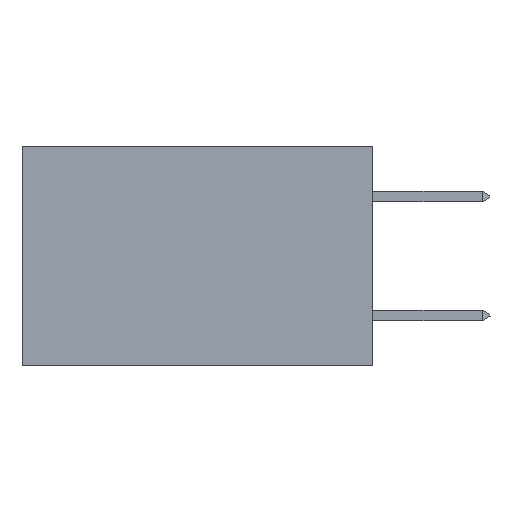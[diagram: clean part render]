
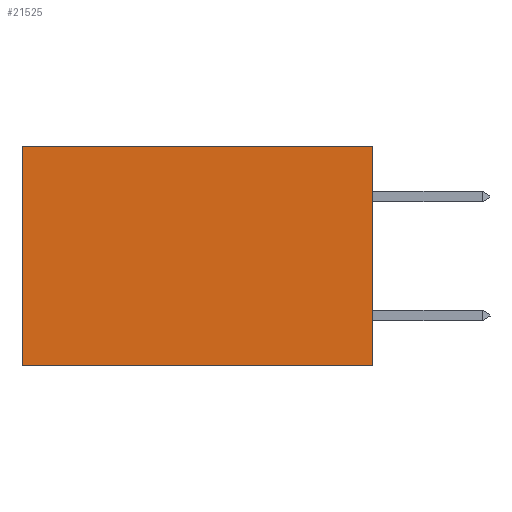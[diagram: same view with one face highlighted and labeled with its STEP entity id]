
A CAD part, left-side view. The second image highlights one B-rep face of the part: STEP entity #21525.
In plain terms, the highlighted planar face has unit normal (-1, 0, 0).
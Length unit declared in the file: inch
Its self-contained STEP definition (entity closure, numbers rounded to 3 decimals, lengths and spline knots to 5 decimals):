
#592 = CARTESIAN_POINT ( 'NONE',  ( 0.277, 0., 0. ) ) ;
#1648 = LINE ( 'NONE', #592, #12607 ) ;
#2482 = AXIS2_PLACEMENT_3D ( 'NONE', #20182, #6354, #22485 ) ;
#3192 = CARTESIAN_POINT ( 'NONE',  ( 0.277, 0., 0. ) ) ;
#3815 = DIRECTION ( 'NONE',  ( 0., 0., -1. ) ) ;
#3983 = PLANE ( 'NONE',  #2482 ) ;
#4376 = CARTESIAN_POINT ( 'NONE',  ( 0.277, 0., -0.37 ) ) ;
#4601 = FACE_OUTER_BOUND ( 'NONE', #10706, .T. ) ;
#4936 = VECTOR ( 'NONE', #26290, 39.37008 ) ;
#5223 = ORIENTED_EDGE ( 'NONE', *, *, #5359, .T. ) ;
#5359 = EDGE_CURVE ( 'NONE', #21273, #19952, #1648, .T. ) ;
#5422 = CARTESIAN_POINT ( 'NONE',  ( 0.277, 0.59, 0. ) ) ;
#5712 = VERTEX_POINT ( 'NONE', #25548 ) ;
#6354 = DIRECTION ( 'NONE',  ( 1., 0., 0. ) ) ;
#7938 = DIRECTION ( 'NONE',  ( 0., 1., 0. ) ) ;
#8098 = EDGE_CURVE ( 'NONE', #21273, #5712, #16778, .T. ) ;
#9865 = VERTEX_POINT ( 'NONE', #9927 ) ;
#9927 = CARTESIAN_POINT ( 'NONE',  ( 0.277, 0.59, -0.37 ) ) ;
#10314 = CARTESIAN_POINT ( 'NONE',  ( 0.277, 0., -0.37 ) ) ;
#10645 = VECTOR ( 'NONE', #3815, 39.37008 ) ;
#10706 = EDGE_LOOP ( 'NONE', ( #23197, #19276, #18233, #5223 ) ) ;
#12607 = VECTOR ( 'NONE', #29632, 39.37008 ) ;
#13750 = VECTOR ( 'NONE', #7938, 39.37008 ) ;
#15923 = EDGE_CURVE ( 'NONE', #5712, #9865, #25922, .T. ) ;
#16778 = LINE ( 'NONE', #4376, #10645 ) ;
#17217 = EDGE_CURVE ( 'NONE', #19952, #9865, #27987, .T. ) ;
#18233 = ORIENTED_EDGE ( 'NONE', *, *, #8098, .F. ) ;
#19276 = ORIENTED_EDGE ( 'NONE', *, *, #15923, .F. ) ;
#19952 = VERTEX_POINT ( 'NONE', #5422 ) ;
#20182 = CARTESIAN_POINT ( 'NONE',  ( 0.277, 0., -0.37 ) ) ;
#21273 = VERTEX_POINT ( 'NONE', #3192 ) ;
#21525 = ADVANCED_FACE ( 'NONE', ( #4601 ), #3983, .F. ) ;
#22485 = DIRECTION ( 'NONE',  ( 0., 0., -1. ) ) ;
#23197 = ORIENTED_EDGE ( 'NONE', *, *, #17217, .T. ) ;
#24044 = CARTESIAN_POINT ( 'NONE',  ( 0.277, 0.59, -0.37 ) ) ;
#25548 = CARTESIAN_POINT ( 'NONE',  ( 0.277, 0., -0.37 ) ) ;
#25922 = LINE ( 'NONE', #10314, #13750 ) ;
#26290 = DIRECTION ( 'NONE',  ( 0., 0., -1. ) ) ;
#27987 = LINE ( 'NONE', #24044, #4936 ) ;
#29632 = DIRECTION ( 'NONE',  ( 0., 1., 0. ) ) ;
